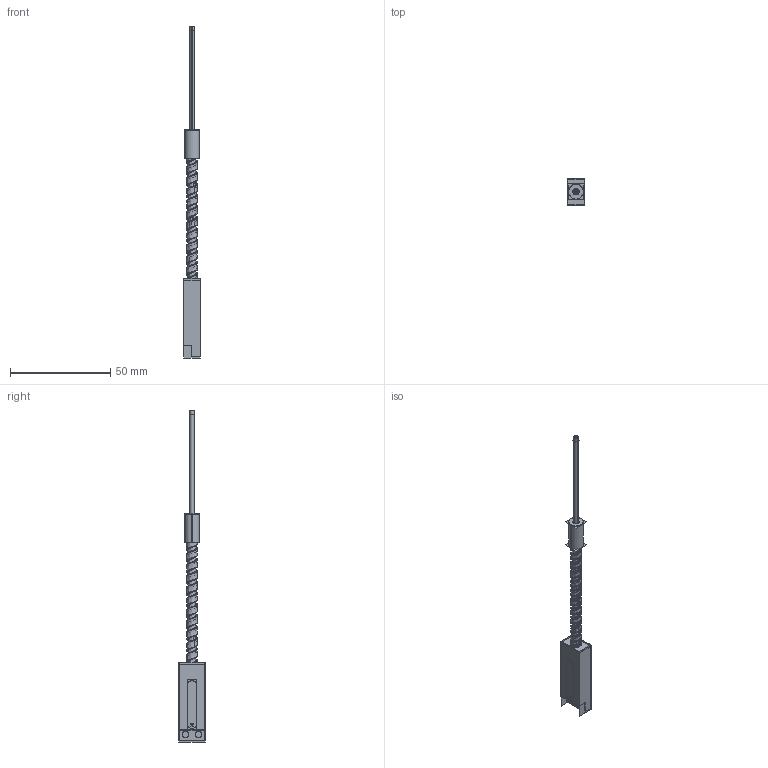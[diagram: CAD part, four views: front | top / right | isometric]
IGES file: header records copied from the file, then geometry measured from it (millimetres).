
Start section:  PTC IGES file: 193386.igs
Global section: file name: 193386.igs; native system: Creo Parametric by Parametric Technology Corporation; preprocessor: 2013230; author: pdmadmin; organization: Unknown; date: 20160303.152042; units: millimetre
Bounding box: 8.45 x 13.21 x 165.54 mm (x, y, z)
Volume: 4666 mm3; surface area: 32724.2 mm2
Topology: 6 solids, 7 shells, 264 faces, 1228 edges, 1503 vertices
Faces by surface type: bspline 192, revolution 72
